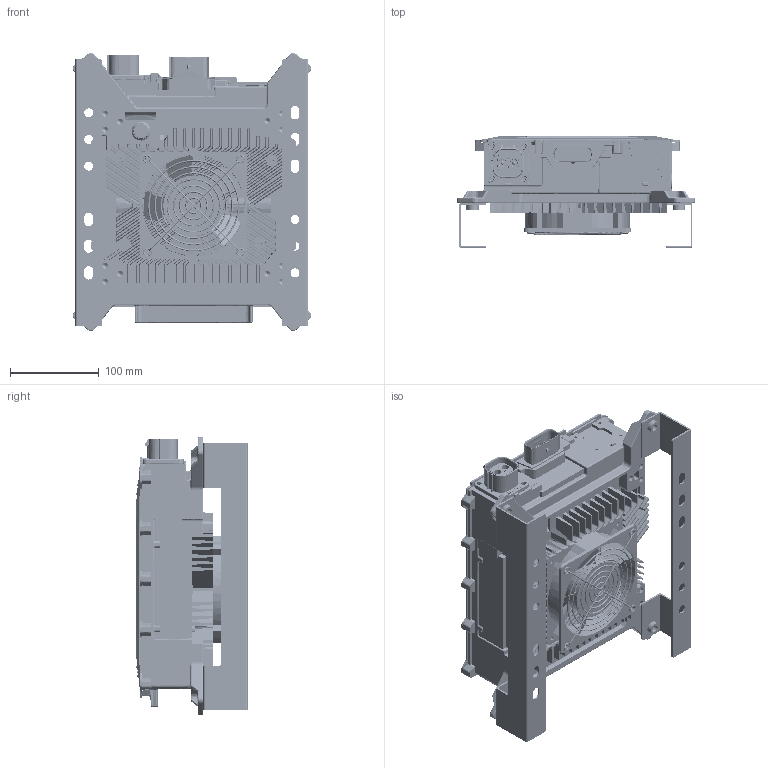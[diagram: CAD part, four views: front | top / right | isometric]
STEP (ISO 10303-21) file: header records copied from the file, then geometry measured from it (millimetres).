
FILE_DESCRIPTION (( 'STEP AP203' ), '1' );
FILE_NAME ('hk-lf-6_6kw_asm.STEP', '2025-03-07T09:26:30', ( '' ), ( '' ), 'SwSTEP 2.0', 'SolidWorks 2016', '' );
FILE_SCHEMA (( 'CONFIG_CONTROL_DESIGN' ));
Length unit declared in the file: millimetre
Products named in the file (12): MANIFOLD_SOLID_BREP_625_4; MANIFOLD_SOLID_BREP_623_1; ADMI2CD48846UPAS_ASM_2_ASM; hk-lf-6_6kw_asm; HK-LF_ASM; MANIFOLD_SOLID_BREP_624_1; _ADMI2CD48846UPAS_2; G102 6.6kW喃萇ん假蚾釱; MANIFOLD_SOLID_BREP_629_1; MANIFOLD_SOLID_BREP_627_1; BREP_WITH_VOIDS_134_1; MANIFOLD_SOLID_BREP_626_6
Assembly tree (12 placements, depth 4):
  hk-lf-6_6kw_asm
    HK-LF_ASM
      ADMI2CD48846UPAS_ASM_2_ASM
        BREP_WITH_VOIDS_134_1
        MANIFOLD_SOLID_BREP_623_1
        MANIFOLD_SOLID_BREP_624_1
        MANIFOLD_SOLID_BREP_625_4
        MANIFOLD_SOLID_BREP_626_6
        MANIFOLD_SOLID_BREP_627_1
        MANIFOLD_SOLID_BREP_629_1
        _ADMI2CD48846UPAS_2
    G102 6.6kW喃萇ん假蚾釱  x2
Bounding box: 268.36 x 125.36 x 312.75 mm (x, y, z)
Volume: 87114.2 mm3; surface area: 705202.9 mm2
Topology: 6 solids, 5071 shells, 5265 faces, 27530 edges, 27244 vertices
Faces by surface type: plane 3031, bspline 2157, cylinder 76, torus 1
Entity records: 581600 total; most frequent: CARTESIAN_POINT 295796, DIRECTION 43063, ORIENTED_EDGE 41758, EDGE_CURVE 41504, VERTEX_POINT 41370, VECTOR 29187, LINE 29187, B_SPLINE_CURVE_WITH_KNOTS 10021
